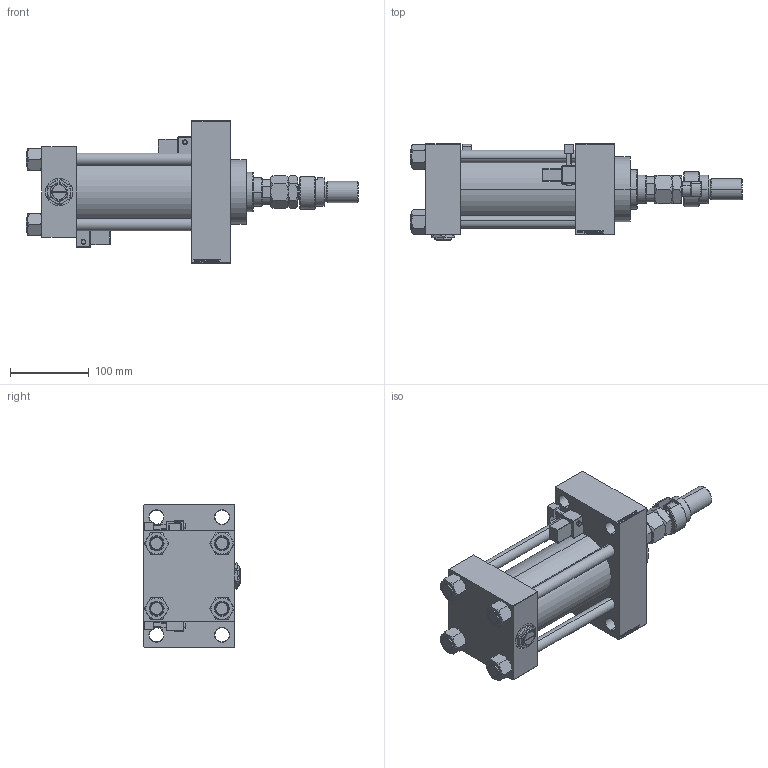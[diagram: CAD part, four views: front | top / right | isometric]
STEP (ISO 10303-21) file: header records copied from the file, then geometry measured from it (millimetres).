
FILE_DESCRIPTION (( 'STEP AP203' ), '1' );
FILE_NAME ('115e.STEP', '2023-08-23T12:29:44', ( '' ), ( '' ), 'SwSTEP 2.0', 'SolidWorks 2019', '' );
FILE_SCHEMA (( 'CONFIG_CONTROL_DESIGN' ));
Length unit declared in the file: millimetre
Products named in the file (11): 115e; DFA 54228abdf42be4b10c76e2cfb76827f7; V215CR_D_TYCINKA 54228abdf42be4b10c76e2cfb76827f7; V215CR_MSU 54228abdf42be4b10c76e2cfb76827f7; V215CR_D_Body 54228abdf42be4b10c76e2cfb76827f7; MFA 54228abdf42be4b10c76e2cfb76827f7; V215CR_VCP_D 54228abdf42be4b10c76e2cfb76827f7; NUT_M5_D 54228abdf42be4b10c76e2cfb76827f7; Zatka_pro_OIL_PORT 54228abdf42be4b10c76e2cfb76827f7; FEMALE_PART_FOR_DFA 54228abdf42be4b10c76e2cfb76827f7; V215_VC_A 54228abdf42be4b10c76e2cfb76827f7
Assembly tree (17 placements, depth 3):
  115e
    V215CR_D_Body 54228abdf42be4b10c76e2cfb76827f7
    V215CR_VCP_D 54228abdf42be4b10c76e2cfb76827f7
    NUT_M5_D 54228abdf42be4b10c76e2cfb76827f7  x4
    V215CR_D_TYCINKA 54228abdf42be4b10c76e2cfb76827f7  x4
    V215_VC_A 54228abdf42be4b10c76e2cfb76827f7
    DFA 54228abdf42be4b10c76e2cfb76827f7
      FEMALE_PART_FOR_DFA 54228abdf42be4b10c76e2cfb76827f7
      MFA 54228abdf42be4b10c76e2cfb76827f7
    V215CR_MSU 54228abdf42be4b10c76e2cfb76827f7  x2
    Zatka_pro_OIL_PORT 54228abdf42be4b10c76e2cfb76827f7
Bounding box: 420.5 x 122 x 180 mm (x, y, z)
Volume: 2341777.7 mm3; surface area: 398113.7 mm2
Topology: 16 solids, 16 shells, 1444 faces, 3562 edges, 2251 vertices
Faces by surface type: plane 655, bspline 368, cone 204, cylinder 169, torus 24, sphere 24
Entity records: 54525 total; most frequent: CARTESIAN_POINT 26840, ORIENTED_EDGE 6006, DIRECTION 4267, EDGE_CURVE 3003, VERTEX_POINT 1933, VECTOR 1721, LINE 1721, EDGE_LOOP 1354
